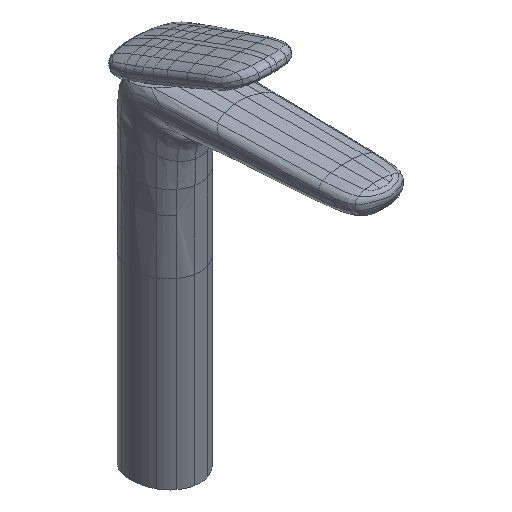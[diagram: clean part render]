
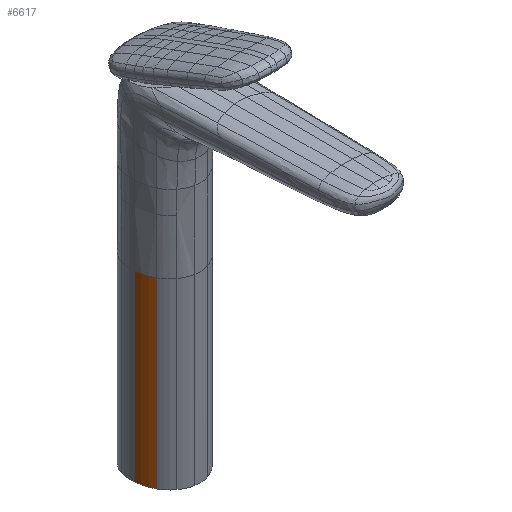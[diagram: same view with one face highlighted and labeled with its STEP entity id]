
A CAD part, isometric view. The second image highlights one B-rep face of the part: STEP entity #6617.
In plain terms, the highlighted free-form (B-spline) face has degree [3, 1] with [7, 2] control points.
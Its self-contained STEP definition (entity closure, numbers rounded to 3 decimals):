
#263=FACE_OUTER_BOUND('',#752,.T.);
#752=EDGE_LOOP('',(#4122,#4123,#4124,#4125));
#1253=LINE('',#8110,#1439);
#1254=LINE('',#8139,#1440);
#1439=VECTOR('',#7370,131.189);
#1440=VECTOR('',#7371,131.189);
#1630=B_SPLINE_CURVE_WITH_KNOTS('',3,(#8126,#8127,#8128,#8129,#8130,#8131,
#8132),.UNSPECIFIED.,.F.,.F.,(4,3,4),(0.01,0.5,
0.99),.UNSPECIFIED.);
#1631=B_SPLINE_CURVE_WITH_KNOTS('',3,(#8134,#8135,#8136,#8137,#8138),
 .UNSPECIFIED.,.F.,.F.,(4,1,4),(0.,0.5,1.),.UNSPECIFIED.);
#2424=VERTEX_POINT('',#8097);
#2425=VERTEX_POINT('',#8105);
#2426=VERTEX_POINT('',#8125);
#2427=VERTEX_POINT('',#8133);
#3035=EDGE_CURVE('',#2424,#2425,#1253,.T.);
#3036=EDGE_CURVE('',#2424,#2426,#1630,.T.);
#3037=EDGE_CURVE('',#2427,#2425,#1631,.T.);
#3038=EDGE_CURVE('',#2426,#2427,#1254,.T.);
#4122=ORIENTED_EDGE('',*,*,#3036,.F.);
#4123=ORIENTED_EDGE('',*,*,#3035,.T.);
#4124=ORIENTED_EDGE('',*,*,#3037,.F.);
#4125=ORIENTED_EDGE('',*,*,#3038,.F.);
#6228=B_SPLINE_SURFACE_WITH_KNOTS('',3,1,((#8111,#8112),(#8113,#8114),(#8115,
#8116),(#8117,#8118),(#8119,#8120),(#8121,#8122),(#8123,#8124)),
 .UNSPECIFIED.,.F.,.F.,.F.,(4,1,1,1,4),(2,2),(0.,0.01,0.5,
0.99,1.),(0.,19.269),.UNSPECIFIED.);
#6617=ADVANCED_FACE('',(#263),#6228,.T.);
#7370=DIRECTION('',(0.,0.,1.));
#7371=DIRECTION('',(0.,0.,1.));
#8097=CARTESIAN_POINT('',(889.042,1429.638,-108.014));
#8105=CARTESIAN_POINT('',(889.042,1429.638,23.175));
#8110=CARTESIAN_POINT('',(889.042,1429.638,-108.014));
#8111=CARTESIAN_POINT('Ctrl Pts',(889.1,1429.525,24.486));
#8112=CARTESIAN_POINT('Ctrl Pts',(889.1,1429.525,-168.204));
#8113=CARTESIAN_POINT('Ctrl Pts',(889.081,1429.562,24.486));
#8114=CARTESIAN_POINT('Ctrl Pts',(889.081,1429.562,-168.204));
#8115=CARTESIAN_POINT('Ctrl Pts',(888.146,1431.373,24.486));
#8116=CARTESIAN_POINT('Ctrl Pts',(888.146,1431.373,-168.204));
#8117=CARTESIAN_POINT('Ctrl Pts',(886.658,1435.442,24.486));
#8118=CARTESIAN_POINT('Ctrl Pts',(886.658,1435.442,-168.204));
#8119=CARTESIAN_POINT('Ctrl Pts',(885.902,1439.8,24.486));
#8120=CARTESIAN_POINT('Ctrl Pts',(885.902,1439.8,-168.204));
#8121=CARTESIAN_POINT('Ctrl Pts',(885.743,1441.905,24.486));
#8122=CARTESIAN_POINT('Ctrl Pts',(885.743,1441.905,-168.204));
#8123=CARTESIAN_POINT('Ctrl Pts',(885.74,1441.947,24.486));
#8124=CARTESIAN_POINT('Ctrl Pts',(885.74,1441.947,-168.204));
#8125=CARTESIAN_POINT('',(885.75,1441.821,-108.014));
#8126=CARTESIAN_POINT('Ctrl Pts',(889.042,1429.638,-108.014));
#8127=CARTESIAN_POINT('Ctrl Pts',(888.131,1431.416,-108.014));
#8128=CARTESIAN_POINT('Ctrl Pts',(887.394,1433.429,-108.014));
#8129=CARTESIAN_POINT('Ctrl Pts',(886.839,1435.514,-108.014));
#8130=CARTESIAN_POINT('Ctrl Pts',(886.284,1437.599,-108.014));
#8131=CARTESIAN_POINT('Ctrl Pts',(885.91,1439.756,-108.014));
#8132=CARTESIAN_POINT('Ctrl Pts',(885.75,1441.821,-108.014));
#8133=CARTESIAN_POINT('',(885.75,1441.821,23.175));
#8134=CARTESIAN_POINT('Ctrl Pts',(885.75,1441.821,23.175));
#8135=CARTESIAN_POINT('Ctrl Pts',(885.91,1439.756,23.175));
#8136=CARTESIAN_POINT('Ctrl Pts',(886.658,1435.442,23.175));
#8137=CARTESIAN_POINT('Ctrl Pts',(888.131,1431.416,23.175));
#8138=CARTESIAN_POINT('Ctrl Pts',(889.042,1429.638,23.175));
#8139=CARTESIAN_POINT('',(885.75,1441.821,-108.014));
